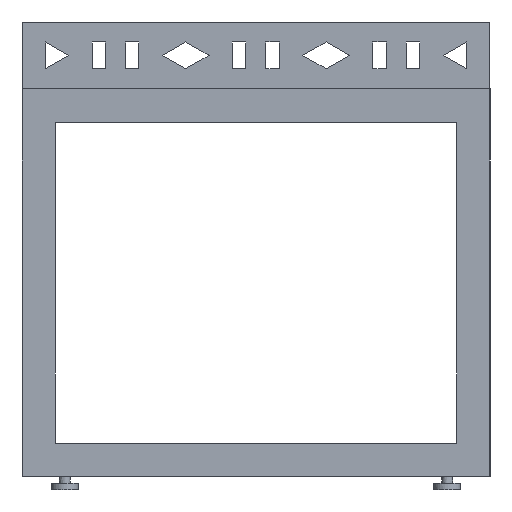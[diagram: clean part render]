
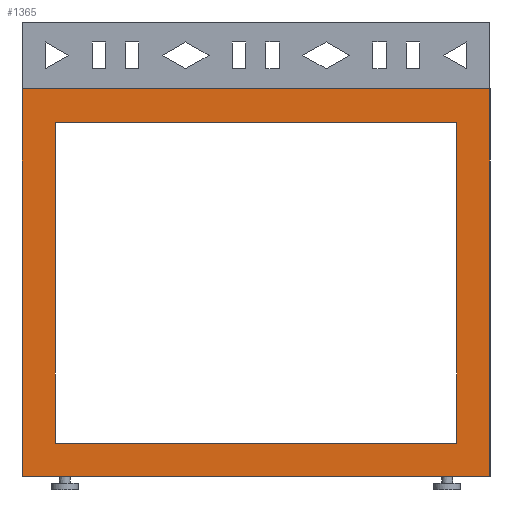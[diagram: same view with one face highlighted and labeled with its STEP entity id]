
A CAD part, left-side view. The second image highlights one B-rep face of the part: STEP entity #1365.
In plain terms, the highlighted free-form (B-spline) face has degree [1, 1] with [2, 2] control points.
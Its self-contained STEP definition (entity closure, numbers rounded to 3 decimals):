
#52=FACE_BOUND($,#445,.T.);
#181=B_SPLINE_CURVE_WITH_KNOTS($,1,(#2322,#2323),.UNSPECIFIED.,.F.,.F.,
(2,2),(0.,1.),.UNSPECIFIED.);
#185=B_SPLINE_CURVE_WITH_KNOTS($,1,(#2337,#2338),.UNSPECIFIED.,.F.,.F.,
(2,2),(0.,1.),.UNSPECIFIED.);
#188=B_SPLINE_CURVE_WITH_KNOTS($,1,(#2349,#2350),.UNSPECIFIED.,.F.,.F.,
(2,2),(0.,1.),.UNSPECIFIED.);
#191=B_SPLINE_CURVE_WITH_KNOTS($,1,(#2360,#2361),.UNSPECIFIED.,.F.,.F.,
(2,2),(0.,1.),.UNSPECIFIED.);
#197=B_SPLINE_CURVE_WITH_KNOTS($,1,(#2386,#2387),.UNSPECIFIED.,.F.,.F.,
(2,2),(0.,1.),.UNSPECIFIED.);
#200=B_SPLINE_CURVE_WITH_KNOTS($,1,(#2397,#2398),.UNSPECIFIED.,.F.,.F.,
(2,2),(0.,1.),.UNSPECIFIED.);
#202=B_SPLINE_CURVE_WITH_KNOTS($,1,(#2406,#2407),.UNSPECIFIED.,.F.,.F.,
(2,2),(0.,1.),.UNSPECIFIED.);
#204=B_SPLINE_CURVE_WITH_KNOTS($,1,(#2414,#2415),.UNSPECIFIED.,.F.,.F.,
(2,2),(0.,1.),.UNSPECIFIED.);
#335=FACE_OUTER_BOUND($,#444,.T.);
#444=EDGE_LOOP($,(#1152,#1153,#1154,#1155));
#445=EDGE_LOOP($,(#1156,#1157,#1158,#1159));
#582=VERTEX_POINT($,#2320);
#583=VERTEX_POINT($,#2321);
#586=VERTEX_POINT($,#2336);
#588=VERTEX_POINT($,#2348);
#594=VERTEX_POINT($,#2384);
#595=VERTEX_POINT($,#2385);
#596=VERTEX_POINT($,#2396);
#597=VERTEX_POINT($,#2405);
#764=EDGE_CURVE($,#582,#583,#181,.T.);
#768=EDGE_CURVE($,#583,#586,#185,.T.);
#771=EDGE_CURVE($,#586,#588,#188,.T.);
#774=EDGE_CURVE($,#582,#588,#191,.T.);
#780=EDGE_CURVE($,#594,#595,#197,.T.);
#783=EDGE_CURVE($,#595,#596,#200,.T.);
#785=EDGE_CURVE($,#596,#597,#202,.T.);
#787=EDGE_CURVE($,#597,#594,#204,.T.);
#1152=ORIENTED_EDGE($,*,*,#787,.F.);
#1153=ORIENTED_EDGE($,*,*,#785,.F.);
#1154=ORIENTED_EDGE($,*,*,#783,.F.);
#1155=ORIENTED_EDGE($,*,*,#780,.F.);
#1156=ORIENTED_EDGE($,*,*,#771,.F.);
#1157=ORIENTED_EDGE($,*,*,#768,.F.);
#1158=ORIENTED_EDGE($,*,*,#764,.F.);
#1159=ORIENTED_EDGE($,*,*,#774,.T.);
#1277=B_SPLINE_SURFACE_WITH_KNOTS($,1,1,((#2416,#2417),(#2418,#2419)),
 .UNSPECIFIED.,.F.,.F.,.F.,(2,2),(2,2),(0.,1.),(0.,1.),.UNSPECIFIED.);
#1365=ADVANCED_FACE($,(#335,#52),#1277,.T.);
#2320=CARTESIAN_POINT('',(67.789,189.642,35.));
#2321=CARTESIAN_POINT('',(67.789,-110.358,35.));
#2322=CARTESIAN_POINT('Ctrl Pts',(67.789,189.642,35.));
#2323=CARTESIAN_POINT('Ctrl Pts',(67.789,-110.358,35.));
#2336=CARTESIAN_POINT('',(67.789,-110.358,275.));
#2337=CARTESIAN_POINT('Ctrl Pts',(67.789,-110.358,35.));
#2338=CARTESIAN_POINT('Ctrl Pts',(67.789,-110.358,275.));
#2348=CARTESIAN_POINT('',(67.789,189.642,275.));
#2349=CARTESIAN_POINT('Ctrl Pts',(67.789,-110.358,275.));
#2350=CARTESIAN_POINT('Ctrl Pts',(67.789,189.642,275.));
#2360=CARTESIAN_POINT('Ctrl Pts',(67.789,189.642,35.));
#2361=CARTESIAN_POINT('Ctrl Pts',(67.789,189.642,275.));
#2384=CARTESIAN_POINT('',(67.789,214.642,300.));
#2385=CARTESIAN_POINT('',(67.789,-135.358,300.));
#2386=CARTESIAN_POINT('Ctrl Pts',(67.789,214.642,300.));
#2387=CARTESIAN_POINT('Ctrl Pts',(67.789,-135.358,300.));
#2396=CARTESIAN_POINT('',(67.789,-135.358,10.));
#2397=CARTESIAN_POINT('Ctrl Pts',(67.789,-135.358,300.));
#2398=CARTESIAN_POINT('Ctrl Pts',(67.789,-135.358,10.));
#2405=CARTESIAN_POINT('',(67.789,214.642,10.));
#2406=CARTESIAN_POINT('Ctrl Pts',(67.789,-135.358,10.));
#2407=CARTESIAN_POINT('Ctrl Pts',(67.789,214.642,10.));
#2414=CARTESIAN_POINT('Ctrl Pts',(67.789,214.642,10.));
#2415=CARTESIAN_POINT('Ctrl Pts',(67.789,214.642,300.));
#2416=CARTESIAN_POINT('Ctrl Pts',(67.789,214.642,10.));
#2417=CARTESIAN_POINT('Ctrl Pts',(67.789,214.642,300.));
#2418=CARTESIAN_POINT('Ctrl Pts',(67.789,-135.358,10.));
#2419=CARTESIAN_POINT('Ctrl Pts',(67.789,-135.358,300.));
